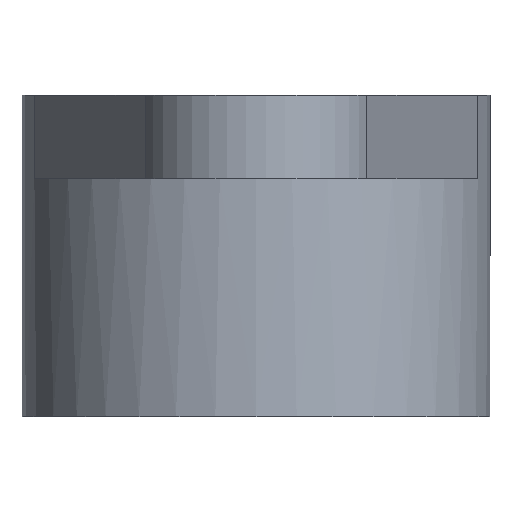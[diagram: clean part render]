
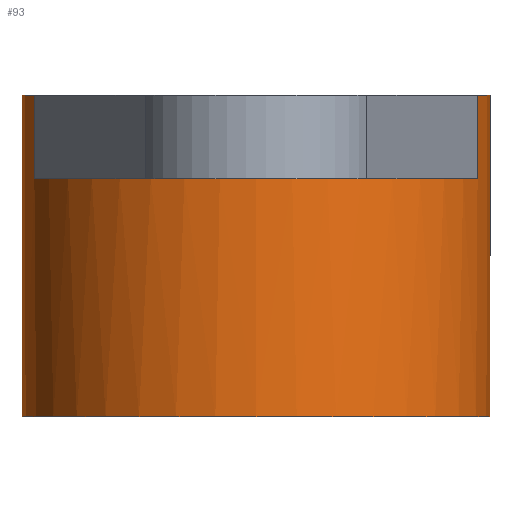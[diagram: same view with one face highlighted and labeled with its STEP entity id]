
A CAD part, left-side view. The second image highlights one B-rep face of the part: STEP entity #93.
In plain terms, the highlighted cylindrical face has radius 9 mm (diameter 18 mm), a full revolution.
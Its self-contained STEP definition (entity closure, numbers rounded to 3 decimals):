
#93=ADVANCED_FACE('',(#352,#354),#356,.T.);
#352=FACE_BOUND('',#353,.T.);
#353=EDGE_LOOP('',(#573,#574,#575,#576,#577,#578,#579,#580,#581));
#354=FACE_OUTER_BOUND('',#355,.T.);
#355=EDGE_LOOP('',(#582));
#356=CYLINDRICAL_SURFACE('',#357,9.);
#357=AXIS2_PLACEMENT_3D('',#358,#359,#360);
#358=CARTESIAN_POINT('',(0.,0.,0.));
#359=DIRECTION('',(0.,0.,1.));
#360=DIRECTION('',(-1.,0.,0.));
#573=ORIENTED_EDGE('',*,*,#705,.F.);
#574=ORIENTED_EDGE('',*,*,#670,.F.);
#575=ORIENTED_EDGE('',*,*,#706,.F.);
#576=ORIENTED_EDGE('',*,*,#691,.F.);
#577=ORIENTED_EDGE('',*,*,#707,.F.);
#578=ORIENTED_EDGE('',*,*,#680,.F.);
#579=ORIENTED_EDGE('',*,*,#684,.F.);
#580=ORIENTED_EDGE('',*,*,#708,.F.);
#581=ORIENTED_EDGE('',*,*,#695,.F.);
#582=ORIENTED_EDGE('',*,*,#709,.T.);
#670=EDGE_CURVE('',#738,#739,#740,.T.);
#680=EDGE_CURVE('',#758,#759,#760,.T.);
#684=EDGE_CURVE('',#765,#758,#767,.T.);
#691=EDGE_CURVE('',#780,#781,#782,.T.);
#695=EDGE_CURVE('',#787,#789,#790,.T.);
#705=EDGE_CURVE('',#739,#787,#804,.T.);
#706=EDGE_CURVE('',#781,#738,#805,.F.);
#707=EDGE_CURVE('',#759,#780,#806,.T.);
#708=EDGE_CURVE('',#789,#765,#807,.F.);
#709=EDGE_CURVE('',#808,#808,#809,.T.);
#738=VERTEX_POINT('',#854);
#739=VERTEX_POINT('',#855);
#740=CIRCLE('',#856,9.);
#758=VERTEX_POINT('',#896);
#759=VERTEX_POINT('',#897);
#760=CIRCLE('',#898,9.);
#765=VERTEX_POINT('',#911);
#767=CIRCLE('',#915,9.);
#780=VERTEX_POINT('',#943);
#781=VERTEX_POINT('',#944);
#782=CIRCLE('',#945,9.);
#787=VERTEX_POINT('',#958);
#789=VERTEX_POINT('',#962);
#790=CIRCLE('',#963,9.);
#804=LINE('',#1001,#1002);
#805=LINE('',#1004,#1005);
#806=LINE('',#1007,#1008);
#807=LINE('',#1010,#1011);
#808=VERTEX_POINT('',#1013);
#809=CIRCLE('',#1014,9.);
#854=CARTESIAN_POINT('',(2.893,-8.522,6.8));
#855=CARTESIAN_POINT('',(2.893,8.522,6.8));
#856=AXIS2_PLACEMENT_3D('',#857,#858,#859);
#857=CARTESIAN_POINT('',(0.,0.,6.8));
#858=DIRECTION('',(0.,0.,1.));
#859=DIRECTION('',(0.321,-0.947,0.));
#896=CARTESIAN_POINT('',(-9.,0.,6.8));
#897=CARTESIAN_POINT('',(-2.893,-8.522,6.8));
#898=AXIS2_PLACEMENT_3D('',#899,#900,#901);
#899=CARTESIAN_POINT('',(0.,0.,6.8));
#900=DIRECTION('',(0.,0.,1.));
#901=DIRECTION('',(-1.,0.,0.));
#911=CARTESIAN_POINT('',(-2.893,8.522,6.8));
#915=AXIS2_PLACEMENT_3D('',#916,#917,#918);
#916=CARTESIAN_POINT('',(0.,0.,6.8));
#917=DIRECTION('',(0.,0.,1.));
#918=DIRECTION('',(-0.321,0.947,0.));
#943=CARTESIAN_POINT('',(-2.893,-8.522,10.));
#944=CARTESIAN_POINT('',(2.893,-8.522,10.));
#945=AXIS2_PLACEMENT_3D('',#946,#947,#948);
#946=CARTESIAN_POINT('',(0.,0.,10.));
#947=DIRECTION('',(0.,0.,1.));
#948=DIRECTION('',(-0.321,-0.947,0.));
#958=CARTESIAN_POINT('',(2.893,8.522,10.));
#962=CARTESIAN_POINT('',(-2.893,8.522,10.));
#963=AXIS2_PLACEMENT_3D('',#964,#965,#966);
#964=CARTESIAN_POINT('',(0.,0.,10.));
#965=DIRECTION('',(0.,0.,1.));
#966=DIRECTION('',(0.321,0.947,0.));
#1001=CARTESIAN_POINT('',(2.893,8.522,6.8));
#1002=VECTOR('',#1003,1.);
#1003=DIRECTION('',(0.,0.,1.));
#1004=CARTESIAN_POINT('',(2.893,-8.522,6.8));
#1005=VECTOR('',#1006,1.);
#1006=DIRECTION('',(0.,0.,1.));
#1007=CARTESIAN_POINT('',(-2.893,-8.522,6.8));
#1008=VECTOR('',#1009,1.);
#1009=DIRECTION('',(0.,0.,1.));
#1010=CARTESIAN_POINT('',(-2.893,8.522,6.8));
#1011=VECTOR('',#1012,1.);
#1012=DIRECTION('',(0.,0.,1.));
#1013=CARTESIAN_POINT('',(-9.,0.,-2.35));
#1014=AXIS2_PLACEMENT_3D('',#1015,#1016,#1017);
#1015=CARTESIAN_POINT('',(0.,0.,-2.35));
#1016=DIRECTION('',(0.,0.,1.));
#1017=DIRECTION('',(-1.,0.,0.));
